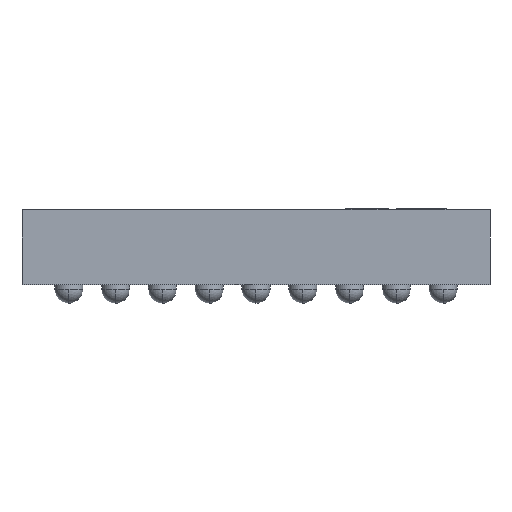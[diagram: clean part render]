
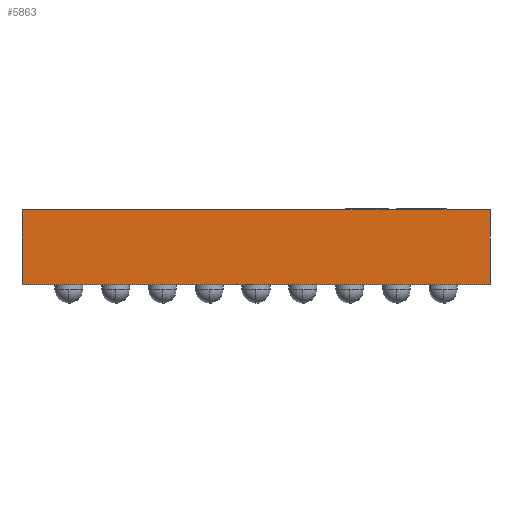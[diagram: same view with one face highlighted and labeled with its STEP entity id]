
A CAD part, front view. The second image highlights one B-rep face of the part: STEP entity #5863.
In plain terms, the highlighted planar face has unit normal (0, -1, 0).
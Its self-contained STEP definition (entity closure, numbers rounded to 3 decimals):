
#422 = CARTESIAN_POINT ( 'NONE',  ( 2.5, -2.5, 0.8 ) ) ;
#2074 = DIRECTION ( 'NONE',  ( 0., 0., 1. ) ) ;
#2082 = CARTESIAN_POINT ( 'NONE',  ( -2.5, -2.5, 0.8 ) ) ;
#4219 = DIRECTION ( 'NONE',  ( 0., 0., -1. ) ) ;
#4301 = VERTEX_POINT ( 'NONE', #422 ) ;
#4425 = EDGE_LOOP ( 'NONE', ( #13696, #4921, #7557, #4696 ) ) ;
#4696 = ORIENTED_EDGE ( 'NONE', *, *, #12405, .T. ) ;
#4921 = ORIENTED_EDGE ( 'NONE', *, *, #18601, .F. ) ;
#5608 = FACE_OUTER_BOUND ( 'NONE', #4425, .T. ) ;
#5863 = ADVANCED_FACE ( 'NONE', ( #5608 ), #7630, .F. ) ;
#6849 = CARTESIAN_POINT ( 'NONE',  ( 2.5, -2.5, 0. ) ) ;
#7557 = ORIENTED_EDGE ( 'NONE', *, *, #12043, .F. ) ;
#7630 = PLANE ( 'NONE',  #20628 ) ;
#7638 = DIRECTION ( 'NONE',  ( 1., 0., 0. ) ) ;
#7735 = VERTEX_POINT ( 'NONE', #9817 ) ;
#9077 = DIRECTION ( 'NONE',  ( 0., 1., 0. ) ) ;
#9613 = LINE ( 'NONE', #18849, #14361 ) ;
#9817 = CARTESIAN_POINT ( 'NONE',  ( -2.5, -2.5, 0.8 ) ) ;
#11306 = VERTEX_POINT ( 'NONE', #12818 ) ;
#12043 = EDGE_CURVE ( 'NONE', #7735, #4301, #18678, .T. ) ;
#12405 = EDGE_CURVE ( 'NONE', #7735, #11306, #22282, .T. ) ;
#12818 = CARTESIAN_POINT ( 'NONE',  ( -2.5, -2.5, 0. ) ) ;
#13052 = CARTESIAN_POINT ( 'NONE',  ( -2.5, -2.5, 0.8 ) ) ;
#13414 = DIRECTION ( 'NONE',  ( 0., 0., -1. ) ) ;
#13696 = ORIENTED_EDGE ( 'NONE', *, *, #16741, .T. ) ;
#14361 = VECTOR ( 'NONE', #4219, 1000. ) ;
#15449 = VECTOR ( 'NONE', #13414, 1000. ) ;
#15624 = VERTEX_POINT ( 'NONE', #6849 ) ;
#16741 = EDGE_CURVE ( 'NONE', #11306, #15624, #20404, .T. ) ;
#16926 = VECTOR ( 'NONE', #7638, 1000. ) ;
#18601 = EDGE_CURVE ( 'NONE', #4301, #15624, #9613, .T. ) ;
#18678 = LINE ( 'NONE', #2082, #16926 ) ;
#18849 = CARTESIAN_POINT ( 'NONE',  ( 2.5, -2.5, 0.8 ) ) ;
#20043 = CARTESIAN_POINT ( 'NONE',  ( -2.5, -2.5, 0. ) ) ;
#20377 = CARTESIAN_POINT ( 'NONE',  ( -2.5, -2.5, 0.8 ) ) ;
#20404 = LINE ( 'NONE', #20043, #23511 ) ;
#20628 = AXIS2_PLACEMENT_3D ( 'NONE', #20377, #9077, #2074 ) ;
#22282 = LINE ( 'NONE', #13052, #15449 ) ;
#23511 = VECTOR ( 'NONE', #23792, 1000. ) ;
#23792 = DIRECTION ( 'NONE',  ( 1., 0., 0. ) ) ;
